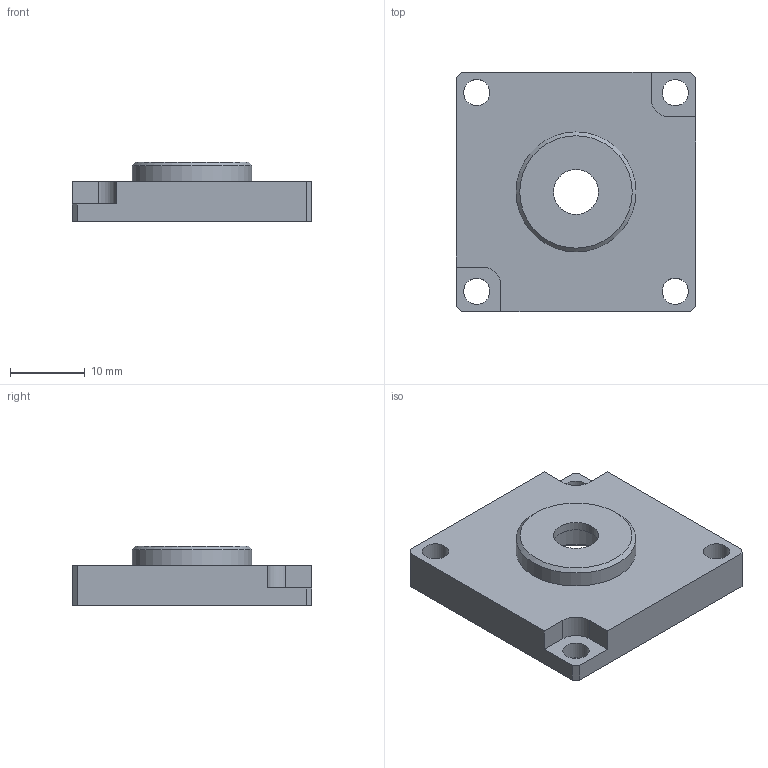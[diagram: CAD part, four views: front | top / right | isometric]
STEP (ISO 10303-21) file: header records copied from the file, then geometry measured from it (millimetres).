
FILE_DESCRIPTION(/* description */ (''),/* implementation_level */ '2;1');
FILE_NAME(/* name */ 'mini8-cover1105.step',/* time_stamp */ '2023-11-05T10:05:53+08:00',/* author */ (''),/* organization */ (''),/* preprocessor_version */ 'ST-DEVELOPER v20',/* originating_system */ 'Autodesk Translation Framework v12.14.0.127',/* authorisation */ '');
FILE_SCHEMA (('AUTOMOTIVE_DESIGN { 1 0 10303 214 3 1 1 }'));
Length unit declared in the file: millimetre
Products named in the file (1): mini8-cover
Bounding box: 32 x 32 x 8 mm (x, y, z)
Volume: 3984.8 mm3; surface area: 3230.3 mm2
Topology: 1 solids, 1 shells, 33 faces, 81 edges, 54 vertices
Faces by surface type: plane 20, cylinder 11, cone 2
Full cylindrical faces by diameter (mm): 3.5 x4, 6 x1, 8 x1, 10.1 x1, 16 x1, 26 x1
Entity records: 1041 total; most frequent: DIRECTION 175, CARTESIAN_POINT 169, ORIENTED_EDGE 162, EDGE_CURVE 81, AXIS2_PLACEMENT_3D 60, LINE 55, VECTOR 55, VERTEX_POINT 54
